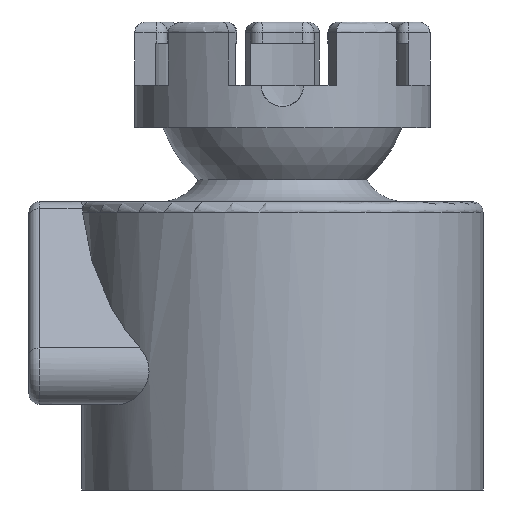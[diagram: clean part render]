
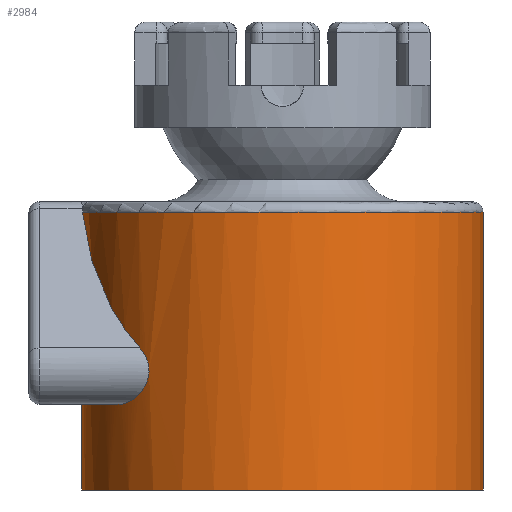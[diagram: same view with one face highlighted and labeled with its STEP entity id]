
A CAD part, front view. The second image highlights one B-rep face of the part: STEP entity #2984.
In plain terms, the highlighted cylindrical face has radius 4.75 mm (diameter 9.5 mm), a partial arc.
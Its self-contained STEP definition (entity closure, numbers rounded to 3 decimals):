
#44 = AXIS2_PLACEMENT_3D ( 'NONE', #2787, #119, #3546 ) ;
#50 = DIRECTION ( 'NONE',  ( 1., 0., 0. ) ) ;
#119 = DIRECTION ( 'NONE',  ( 0., 0., 1. ) ) ;
#352 = CARTESIAN_POINT ( 'NONE',  ( -4.233, -2.157, -7.301 ) ) ;
#381 =( BOUNDED_CURVE ( )  B_SPLINE_CURVE ( 3, ( #4333, #2396, #520, #3175 ),
 .UNSPECIFIED., .F., .F. ) 
 B_SPLINE_CURVE_WITH_KNOTS ( ( 4, 4 ),
 ( 4.257, 4.712 ),
 .UNSPECIFIED. ) 
 CURVE ( )  GEOMETRIC_REPRESENTATION_ITEM ( )  RATIONAL_B_SPLINE_CURVE ( ( 1., 0.983, 0.983, 1. ) ) 
 REPRESENTATION_ITEM ( '' )  );
#409 = VERTEX_POINT ( 'NONE', #3703 ) ;
#428 = EDGE_CURVE ( 'NONE', #1838, #409, #723, .T. ) ;
#507 = EDGE_CURVE ( 'NONE', #4684, #3925, #4446, .T. ) ;
#520 = CARTESIAN_POINT ( 'NONE',  ( -4.75, -0.727, -5.204 ) ) ;
#663 = CARTESIAN_POINT ( 'NONE',  ( -3.373, -3.344, -6.214 ) ) ;
#723 = LINE ( 'NONE', #2910, #1859 ) ;
#805 = AXIS2_PLACEMENT_3D ( 'NONE', #4530, #2213, #4920 ) ;
#1034 = CARTESIAN_POINT ( 'NONE',  ( -3.145, -3.559, -6.739 ) ) ;
#1431 = CARTESIAN_POINT ( 'NONE',  ( -3.192, -3.518, -6.981 ) ) ;
#1496 = CARTESIAN_POINT ( 'NONE',  ( -4.729, -0.448, -3. ) ) ;
#1581 = CARTESIAN_POINT ( 'NONE',  ( -4.729, -0.448, -3. ) ) ;
#1725 = CARTESIAN_POINT ( 'NONE',  ( -3.373, -3.344, -6.214 ) ) ;
#1785 = CYLINDRICAL_SURFACE ( 'NONE', #44, 4.75 ) ;
#1816 = CARTESIAN_POINT ( 'NONE',  ( -3.264, -3.451, -7.139 ) ) ;
#1838 = VERTEX_POINT ( 'NONE', #2485 ) ;
#1859 = VECTOR ( 'NONE', #2122, 1000. ) ;
#1878 =( BOUNDED_CURVE ( )  B_SPLINE_CURVE ( 3, ( #1496, #2581, #4571, #2245 ),
 .UNSPECIFIED., .F., .F. ) 
 B_SPLINE_CURVE_WITH_KNOTS ( ( 4, 4 ),
 ( 1.665, 2.352 ),
 .UNSPECIFIED. ) 
 CURVE ( )  GEOMETRIC_REPRESENTATION_ITEM ( )  RATIONAL_B_SPLINE_CURVE ( ( 1., 0.961, 0.961, 1. ) ) 
 REPRESENTATION_ITEM ( '' )  );
#2021 = FACE_OUTER_BOUND ( 'NONE', #2403, .T. ) ;
#2122 = DIRECTION ( 'NONE',  ( 0., 0., 1. ) ) ;
#2182 = CARTESIAN_POINT ( 'NONE',  ( -3.428, -3.29, -7.348 ) ) ;
#2213 = DIRECTION ( 'NONE',  ( 0., 0., -1. ) ) ;
#2237 = CARTESIAN_POINT ( 'NONE',  ( -4.016, -2.54, -7.529 ) ) ;
#2245 = CARTESIAN_POINT ( 'NONE',  ( -3.373, -3.344, -6.214 ) ) ;
#2266 = EDGE_CURVE ( 'NONE', #3078, #2378, #4777, .T. ) ;
#2303 = CARTESIAN_POINT ( 'NONE',  ( 4.75, 0., -9.575 ) ) ;
#2336 = DIRECTION ( 'NONE',  ( 0., 0., 1. ) ) ;
#2341 = CARTESIAN_POINT ( 'NONE',  ( 4.75, 0., -3. ) ) ;
#2378 = VERTEX_POINT ( 'NONE', #3478 ) ;
#2396 = CARTESIAN_POINT ( 'NONE',  ( -4.586, -1.436, -6.243 ) ) ;
#2403 = EDGE_LOOP ( 'NONE', ( #3590, #4660, #2871, #3672, #3507, #3009, #3944 ) ) ;
#2472 = DIRECTION ( 'NONE',  ( 0., 0., 1. ) ) ;
#2485 = CARTESIAN_POINT ( 'NONE',  ( -4.75, 0., -9.575 ) ) ;
#2571 = CARTESIAN_POINT ( 'NONE',  ( -3.654, -3.037, -7.503 ) ) ;
#2581 = CARTESIAN_POINT ( 'NONE',  ( -4.624, -1.552, -4.225 ) ) ;
#2628 = CARTESIAN_POINT ( 'NONE',  ( -4.188, -2.244, -7.379 ) ) ;
#2787 = CARTESIAN_POINT ( 'NONE',  ( 0., 0., 0. ) ) ;
#2852 = CARTESIAN_POINT ( 'NONE',  ( 4.75, 0., 0. ) ) ;
#2871 = ORIENTED_EDGE ( 'NONE', *, *, #507, .T. ) ;
#2910 = CARTESIAN_POINT ( 'NONE',  ( -4.75, 0., 0. ) ) ;
#2950 = CARTESIAN_POINT ( 'NONE',  ( -3.304, -3.414, -6.292 ) ) ;
#2984 = ADVANCED_FACE ( 'NONE', ( #2021 ), #1785, .T. ) ;
#3009 = ORIENTED_EDGE ( 'NONE', *, *, #2266, .T. ) ;
#3022 = CARTESIAN_POINT ( 'NONE',  ( -4.266, -2.089, -7.201 ) ) ;
#3078 = VERTEX_POINT ( 'NONE', #1725 ) ;
#3175 = CARTESIAN_POINT ( 'NONE',  ( -4.75, 0., -4.137 ) ) ;
#3271 = CIRCLE ( 'NONE', #4866, 4.75 ) ;
#3326 = CARTESIAN_POINT ( 'NONE',  ( -3.161, -3.546, -6.609 ) ) ;
#3415 = VECTOR ( 'NONE', #2472, 1000. ) ;
#3478 = CARTESIAN_POINT ( 'NONE',  ( -4.266, -2.089, -7.201 ) ) ;
#3507 = ORIENTED_EDGE ( 'NONE', *, *, #4281, .T. ) ;
#3546 = DIRECTION ( 'NONE',  ( 1., 0., 0. ) ) ;
#3576 = CIRCLE ( 'NONE', #805, 4.75 ) ;
#3590 = ORIENTED_EDGE ( 'NONE', *, *, #428, .F. ) ;
#3672 = ORIENTED_EDGE ( 'NONE', *, *, #4962, .T. ) ;
#3703 = CARTESIAN_POINT ( 'NONE',  ( -4.75, 0., -4.137 ) ) ;
#3733 = CARTESIAN_POINT ( 'NONE',  ( -3.174, -3.534, -6.922 ) ) ;
#3925 = VERTEX_POINT ( 'NONE', #2341 ) ;
#3944 = ORIENTED_EDGE ( 'NONE', *, *, #4852, .T. ) ;
#4122 = CARTESIAN_POINT ( 'NONE',  ( -3.237, -3.477, -7.089 ) ) ;
#4281 = EDGE_CURVE ( 'NONE', #4404, #3078, #1878, .T. ) ;
#4333 = CARTESIAN_POINT ( 'NONE',  ( -4.266, -2.089, -7.201 ) ) ;
#4404 = VERTEX_POINT ( 'NONE', #1581 ) ;
#4446 = LINE ( 'NONE', #2852, #3415 ) ;
#4464 = CARTESIAN_POINT ( 'NONE',  ( -3.878, -2.746, -7.557 ) ) ;
#4484 = CARTESIAN_POINT ( 'NONE',  ( -3.242, -3.472, -6.387 ) ) ;
#4504 = CARTESIAN_POINT ( 'NONE',  ( -3.356, -3.362, -7.276 ) ) ;
#4530 = CARTESIAN_POINT ( 'NONE',  ( 0., 0., -3. ) ) ;
#4571 = CARTESIAN_POINT ( 'NONE',  ( -4.154, -2.557, -5.34 ) ) ;
#4660 = ORIENTED_EDGE ( 'NONE', *, *, #4707, .T. ) ;
#4662 = CARTESIAN_POINT ( 'NONE',  ( 0., 0., -9.575 ) ) ;
#4684 = VERTEX_POINT ( 'NONE', #2303 ) ;
#4707 = EDGE_CURVE ( 'NONE', #1838, #4684, #3271, .T. ) ;
#4777 = B_SPLINE_CURVE_WITH_KNOTS ( 'NONE', 3,
 ( #663, #2950, #4484, #3326, #1034, #3733, #1431, #4122, #1816, #4504, #2182, #4896, #2571, #4961, #4464, #2237, #4954, #2628, #352, #3022 ),
 .UNSPECIFIED., .F., .F.,
 ( 4, 2, 2, 2, 2, 2, 2, 2, 2, 4 ),
 ( 0., 0., 0.001, 0.001, 0.001, 0.001, 0.002, 0.002, 0.003, 0.003 ),
 .UNSPECIFIED. ) ;
#4852 = EDGE_CURVE ( 'NONE', #2378, #409, #381, .T. ) ;
#4866 = AXIS2_PLACEMENT_3D ( 'NONE', #4662, #2336, #50 ) ;
#4896 = CARTESIAN_POINT ( 'NONE',  ( -3.578, -3.127, -7.463 ) ) ;
#4920 = DIRECTION ( 'NONE',  ( -1., 0., 0. ) ) ;
#4954 = CARTESIAN_POINT ( 'NONE',  ( -4.079, -2.437, -7.495 ) ) ;
#4961 = CARTESIAN_POINT ( 'NONE',  ( -3.806, -2.845, -7.55 ) ) ;
#4962 = EDGE_CURVE ( 'NONE', #3925, #4404, #3576, .T. ) ;
